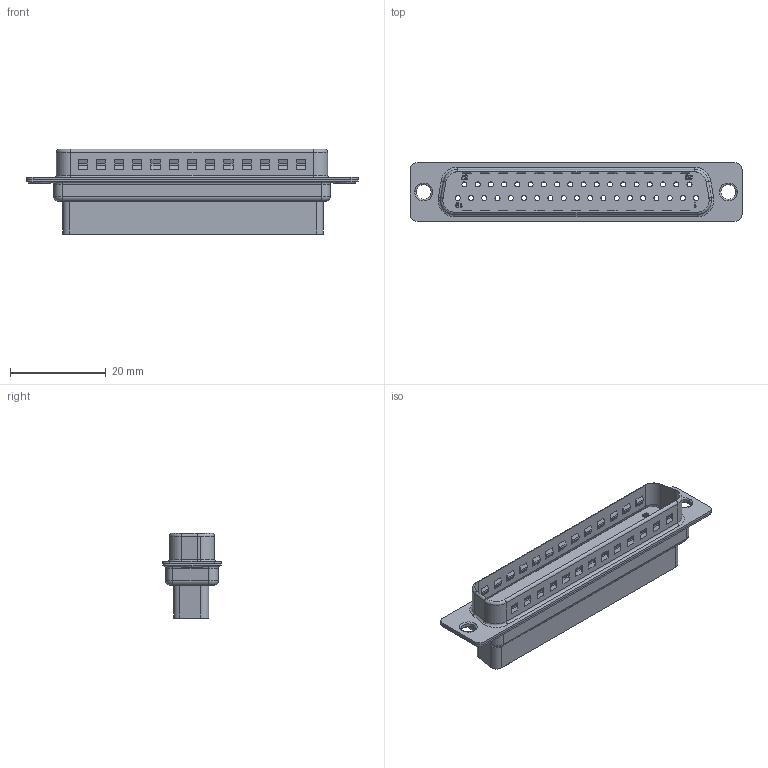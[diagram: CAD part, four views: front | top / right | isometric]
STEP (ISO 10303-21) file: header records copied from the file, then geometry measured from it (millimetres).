
FILE_DESCRIPTION (( 'STEP AP214' ), '1' );
FILE_NAME ('211-MS37-HV-V2.step', '2025-02-18T08:07:03', ( '' ), ( '' ), 'SwSTEP 2.0', 'SolidWorks 2022', '' );
FILE_SCHEMA (( 'AUTOMOTIVE_DESIGN' ));
Length unit declared in the file: millimetre
Products named in the file (7): 03252T; 03372T; 13371TN; 61370B; 61250B; 13251TN; 211-MS37-HV-V2
Assembly tree (6 placements, depth 3):
  211-MS37-HV-V2
    03252T
      03372T
    13251TN
      13371TN
    61250B
      61370B
Bounding box: 69.2 x 12.2 x 17.84 mm (x, y, z)
Volume: 4423.1 mm3; surface area: 9220.4 mm2
Topology: 3 solids, 3 shells, 1032 faces, 2541 edges, 1666 vertices
Faces by surface type: plane 405, cylinder 361, bspline 169, cone 74, torus 23
Entity records: 44359 total; most frequent: CARTESIAN_POINT 8430, ORIENTED_EDGE 5082, DIRECTION 4881, EDGE_CURVE 2541, AXIS2_PLACEMENT_3D 1782, VERTEX_POINT 1666, VECTOR 1317, LINE 1317
